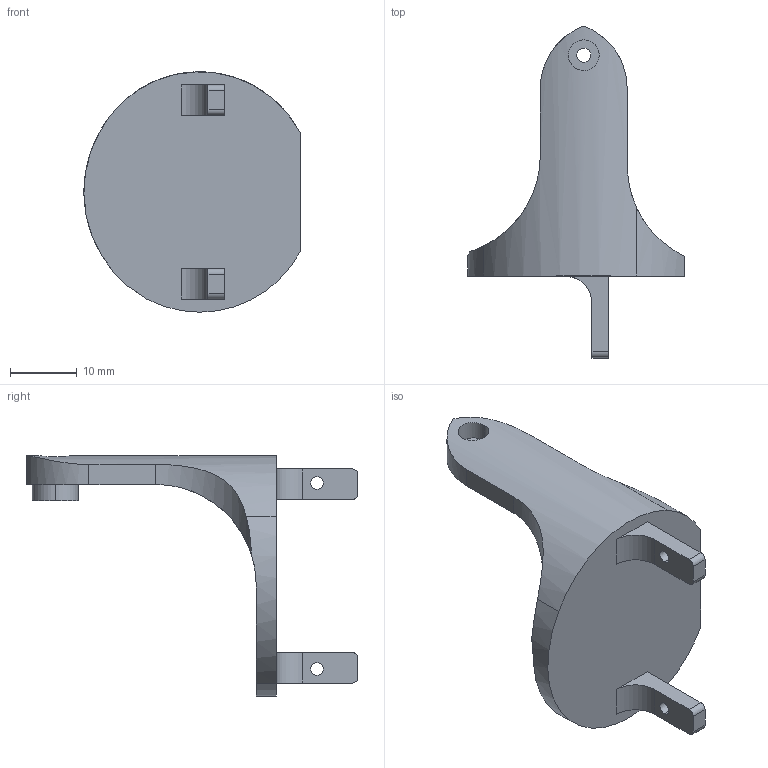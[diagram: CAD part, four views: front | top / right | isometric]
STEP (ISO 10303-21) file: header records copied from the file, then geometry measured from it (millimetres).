
FILE_DESCRIPTION (( 'STEP AP214' ), '1' );
FILE_NAME ('axis5_servo_connect_v3.3.STEP', '2019-10-22T12:04:33', ( '' ), ( '' ), 'SwSTEP 2.0', 'SolidWorks 2017', '' );
FILE_SCHEMA (( 'AUTOMOTIVE_DESIGN' ));
Length unit declared in the file: millimetre
Products named in the file (1): axis5_servo_connect_v3.3
Bounding box: 32.32 x 49.57 x 35.93 mm (x, y, z)
Volume: 6001.2 mm3; surface area: 3768.1 mm2
Topology: 1 solids, 1 shells, 47 faces, 119 edges, 79 vertices
Faces by surface type: cylinder 28, plane 19
Entity records: 1637 total; most frequent: CARTESIAN_POINT 432, DIRECTION 248, ORIENTED_EDGE 238, EDGE_CURVE 119, AXIS2_PLACEMENT_3D 93, VERTEX_POINT 79, LINE 62, VECTOR 62
